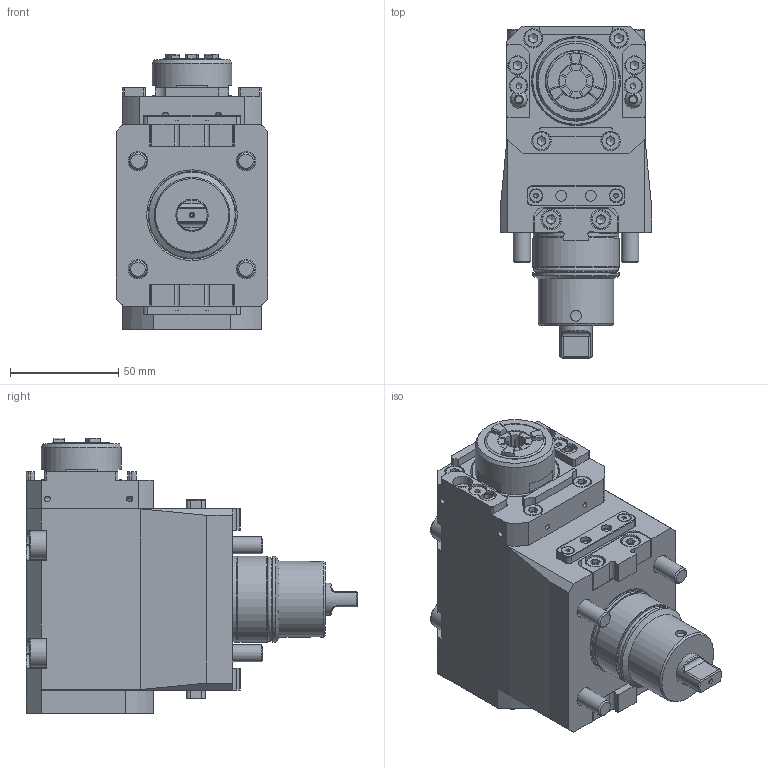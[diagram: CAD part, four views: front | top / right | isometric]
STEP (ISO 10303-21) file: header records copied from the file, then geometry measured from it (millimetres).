
FILE_DESCRIPTION (( 'STEP AP214' ), '1' );
FILE_NAME ('RRPPH20I331UB40.STEP', '2022-11-28T08:51:19', ( '' ), ( '' ), 'SwSTEP 2.0', 'SolidWorks 2016', '' );
FILE_SCHEMA (( 'AUTOMOTIVE_DESIGN' ));
Length unit declared in the file: millimetre
Products named in the file (1): RRPPH20I331UB40
Bounding box: 70 x 153.5 x 127.5 mm (x, y, z)
Volume: 673275.1 mm3; surface area: 121013 mm2
Topology: 43 solids, 61 shells, 1670 faces, 3999 edges, 2539 vertices
Faces by surface type: plane 974, cylinder 326, cone 194, bspline 106, torus 68, sphere 2
Full cylindrical faces by diameter (mm): 1.5 x1, 1.7 x1, 2.1 x1, 2.5 x12, 3 x4, 3.3 x6, 3.4 x4, 4 x9, 4.2 x18, 4.5 x4, 5 x24, 5.2 x11, 5.5 x1, 5.7 x4, 6 x6, 6.366 x1, 7 x2, 7.64 x6, 8 x6, 8.2 x4, 8.5 x20, 9 x16, 9.5 x4, 13 x4, 15 x1, 16 x1, 20 x1, 26.5 x1, 28 x1, 28.5 x1
Entity records: 70752 total; most frequent: CARTESIAN_POINT 16543, DIRECTION 7205, ORIENTED_EDGE 6874, EDGE_CURVE 3437, AXIS2_PLACEMENT_3D 2588, VERTEX_POINT 2380, EDGE_LOOP 2243, VECTOR 2029
